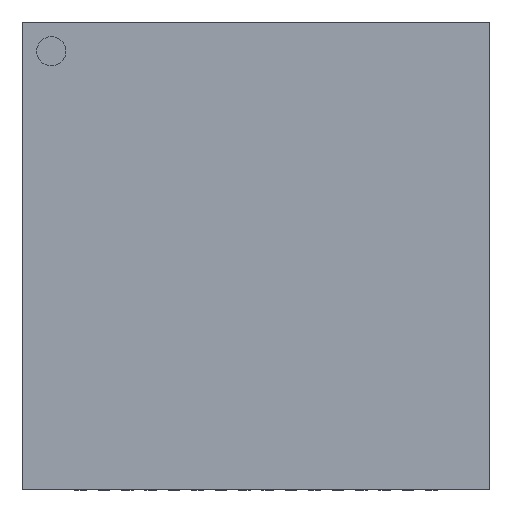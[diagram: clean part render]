
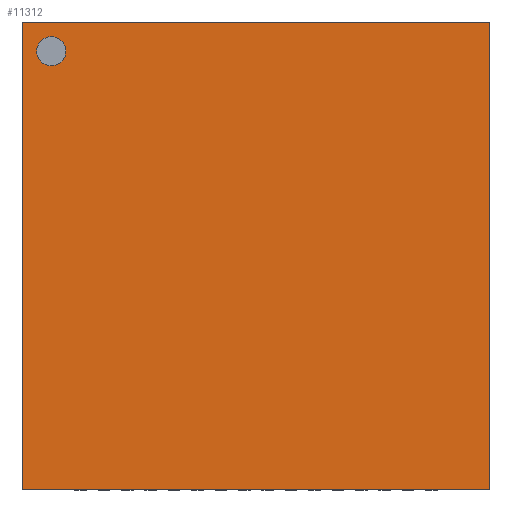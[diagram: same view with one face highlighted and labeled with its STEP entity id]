
A CAD part, top view. The second image highlights one B-rep face of the part: STEP entity #11312.
In plain terms, the highlighted planar face has unit normal (0, 0, 1).
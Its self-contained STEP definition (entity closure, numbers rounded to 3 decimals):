
#16=FACE_BOUND($,#1783,.T.);
#216=CIRCLE($,#11971,0.25);
#1124=FACE_OUTER_BOUND($,#1782,.T.);
#1782=EDGE_LOOP($,(#10105,#10106,#10107,#10108));
#1783=EDGE_LOOP($,(#10109));
#3079=LINE($,#18734,#4383);
#3081=LINE($,#18738,#4385);
#3083=LINE($,#18742,#4387);
#3085=LINE($,#18745,#4389);
#4383=VECTOR($,#15465,8.);
#4385=VECTOR($,#15469,8.);
#4387=VECTOR($,#15473,8.);
#4389=VECTOR($,#15477,8.);
#4915=VERTEX_POINT($,#17182);
#5432=VERTEX_POINT($,#18731);
#5433=VERTEX_POINT($,#18733);
#5434=VERTEX_POINT($,#18737);
#5435=VERTEX_POINT($,#18741);
#6215=EDGE_CURVE($,#4915,#4915,#216,.T.);
#6989=EDGE_CURVE($,#5432,#5433,#3079,.T.);
#6991=EDGE_CURVE($,#5433,#5434,#3081,.T.);
#6993=EDGE_CURVE($,#5434,#5435,#3083,.T.);
#6995=EDGE_CURVE($,#5435,#5432,#3085,.T.);
#10105=ORIENTED_EDGE($,*,*,#6989,.F.);
#10106=ORIENTED_EDGE($,*,*,#6995,.F.);
#10107=ORIENTED_EDGE($,*,*,#6993,.F.);
#10108=ORIENTED_EDGE($,*,*,#6991,.F.);
#10109=ORIENTED_EDGE($,*,*,#6215,.T.);
#10656=PLANE($,#12362);
#11312=ADVANCED_FACE($,(#1124,#16),#10656,.T.);
#11971=AXIS2_PLACEMENT_3D($,#17183,#14044,#14045);
#12362=AXIS2_PLACEMENT_3D($,#18746,#15478,#15479);
#14044=DIRECTION('center_axis',(0.,0.,
-1.));
#14045=DIRECTION('ref_axis',(1.,0.,0.));
#15465=DIRECTION($,(0.,-1.,0.));
#15469=DIRECTION($,(-1.,0.,0.));
#15473=DIRECTION($,(0.,1.,0.));
#15477=DIRECTION($,(1.,0.,0.));
#15478=DIRECTION('center_axis',(0.,0.,
1.));
#15479=DIRECTION('ref_axis',(1.,0.,0.));
#17182=CARTESIAN_POINT('',(-3.25,3.5,0.9));
#17183=CARTESIAN_POINT('Origin',(-3.5,3.5,0.9));
#18731=CARTESIAN_POINT('',(4.,4.,0.9));
#18733=CARTESIAN_POINT('',(4.,-4.,0.9));
#18734=CARTESIAN_POINT($,(4.,4.,0.9));
#18737=CARTESIAN_POINT('',(-4.,-4.,0.9));
#18738=CARTESIAN_POINT($,(4.,-4.,0.9));
#18741=CARTESIAN_POINT('',(-4.,4.,0.9));
#18742=CARTESIAN_POINT($,(-4.,-4.,0.9));
#18745=CARTESIAN_POINT($,(-4.,4.,0.9));
#18746=CARTESIAN_POINT('Origin',(0.,0.,
0.9));
